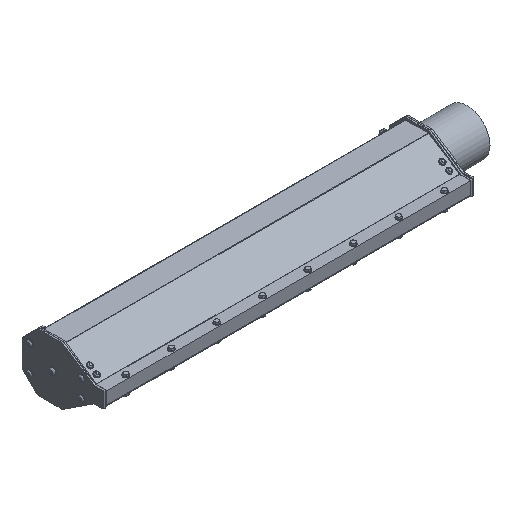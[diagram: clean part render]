
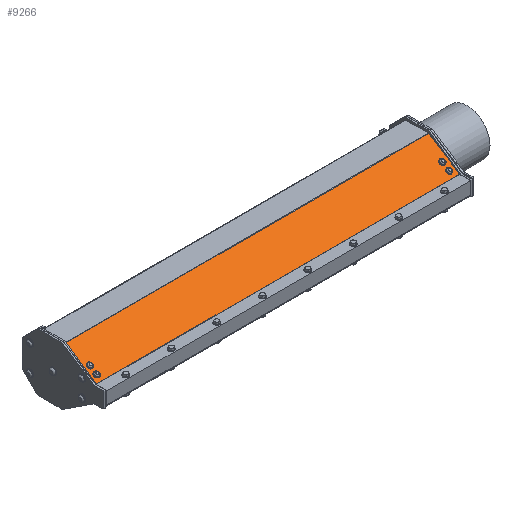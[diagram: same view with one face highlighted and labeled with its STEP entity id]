
A CAD part, isometric view. The second image highlights one B-rep face of the part: STEP entity #9266.
In plain terms, the highlighted planar face has unit normal (0, -0.537, 0.843).
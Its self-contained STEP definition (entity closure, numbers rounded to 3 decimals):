
#612=FACE_BOUND('',#2446,.T.);
#613=FACE_BOUND('',#2447,.T.);
#614=FACE_BOUND('',#2448,.T.);
#615=FACE_BOUND('',#2449,.T.);
#828=PLANE('',#10097);
#1704=FACE_OUTER_BOUND('',#2445,.T.);
#2445=EDGE_LOOP('',(#7243,#7244,#7245,#7246));
#2446=EDGE_LOOP('',(#7247));
#2447=EDGE_LOOP('',(#7248));
#2448=EDGE_LOOP('',(#7249));
#2449=EDGE_LOOP('',(#7250));
#3185=LINE('',#47094,#3593);
#3192=LINE('',#47127,#3600);
#3195=LINE('',#47132,#3603);
#3196=LINE('',#47133,#3604);
#3593=VECTOR('',#11770,0.394);
#3600=VECTOR('',#11801,0.394);
#3603=VECTOR('',#11808,0.394);
#3604=VECTOR('',#11809,0.394);
#3882=CIRCLE('',#9835,0.177);
#3887=CIRCLE('',#9845,0.177);
#3902=CIRCLE('',#9875,0.177);
#3907=CIRCLE('',#9885,0.177);
#4425=VERTEX_POINT('',#46456);
#4430=VERTEX_POINT('',#46471);
#4445=VERTEX_POINT('',#46516);
#4450=VERTEX_POINT('',#46531);
#4641=VERTEX_POINT('',#47090);
#4642=VERTEX_POINT('',#47092);
#4655=VERTEX_POINT('',#47123);
#4656=VERTEX_POINT('',#47125);
#5333=EDGE_CURVE('',#4425,#4425,#3882,.T.);
#5338=EDGE_CURVE('',#4430,#4430,#3887,.T.);
#5353=EDGE_CURVE('',#4445,#4445,#3902,.T.);
#5358=EDGE_CURVE('',#4450,#4450,#3907,.T.);
#5620=EDGE_CURVE('',#4642,#4641,#3185,.T.);
#5637=EDGE_CURVE('',#4656,#4655,#3192,.T.);
#5640=EDGE_CURVE('',#4641,#4656,#3195,.T.);
#5641=EDGE_CURVE('',#4655,#4642,#3196,.T.);
#7243=ORIENTED_EDGE('',*,*,#5637,.F.);
#7244=ORIENTED_EDGE('',*,*,#5640,.F.);
#7245=ORIENTED_EDGE('',*,*,#5620,.F.);
#7246=ORIENTED_EDGE('',*,*,#5641,.F.);
#7247=ORIENTED_EDGE('',*,*,#5333,.F.);
#7248=ORIENTED_EDGE('',*,*,#5338,.F.);
#7249=ORIENTED_EDGE('',*,*,#5353,.F.);
#7250=ORIENTED_EDGE('',*,*,#5358,.F.);
#9266=ADVANCED_FACE('',(#1704,#612,#613,#614,#615),#828,.T.);
#9835=AXIS2_PLACEMENT_3D('',#46457,#11101,#11102);
#9845=AXIS2_PLACEMENT_3D('',#46472,#11121,#11122);
#9875=AXIS2_PLACEMENT_3D('',#46517,#11181,#11182);
#9885=AXIS2_PLACEMENT_3D('',#46532,#11201,#11202);
#10097=AXIS2_PLACEMENT_3D('',#47131,#11806,#11807);
#11101=DIRECTION('center_axis',(0.,-0.537,
0.843));
#11102=DIRECTION('ref_axis',(-0.301,0.804,0.512));
#11121=DIRECTION('center_axis',(0.,-0.537,
0.843));
#11122=DIRECTION('ref_axis',(0.191,0.828,0.527));
#11181=DIRECTION('center_axis',(0.,-0.537,
0.843));
#11182=DIRECTION('ref_axis',(-0.9,0.367,0.234));
#11201=DIRECTION('center_axis',(0.,-0.537,
0.843));
#11202=DIRECTION('ref_axis',(0.985,0.145,0.092));
#11770=DIRECTION('',(1.,0.,0.));
#11801=DIRECTION('',(-1.,0.,0.));
#11806=DIRECTION('center_axis',(0.,-0.537,
0.843));
#11807=DIRECTION('ref_axis',(0.,-0.843,-0.537));
#11808=DIRECTION('',(0.,-0.843,-0.537));
#11809=DIRECTION('',(0.,0.843,0.537));
#46456=CARTESIAN_POINT('',(14.021,-1.994,0.41));
#46457=CARTESIAN_POINT('Origin',(13.968,-1.852,0.501));
#46471=CARTESIAN_POINT('',(-9.316,-1.998,0.407));
#46472=CARTESIAN_POINT('Origin',(-9.282,-1.852,0.501));
#46516=CARTESIAN_POINT('',(-9.123,-1.468,0.745));
#46517=CARTESIAN_POINT('Origin',(-9.282,-1.403,0.786));
#46531=CARTESIAN_POINT('',(13.793,-1.429,0.77));
#46532=CARTESIAN_POINT('Origin',(13.968,-1.403,0.786));
#47090=CARTESIAN_POINT('',(14.343,-0.128,1.599));
#47092=CARTESIAN_POINT('',(-9.657,-0.128,1.599));
#47094=CARTESIAN_POINT('',(-9.657,-0.128,1.599));
#47123=CARTESIAN_POINT('',(-9.657,-2.178,0.293));
#47125=CARTESIAN_POINT('',(14.343,-2.178,0.293));
#47127=CARTESIAN_POINT('',(-9.657,-2.178,0.293));
#47131=CARTESIAN_POINT('Origin',(-9.657,-0.113,1.608));
#47132=CARTESIAN_POINT('',(14.343,-2.185,0.288));
#47133=CARTESIAN_POINT('',(-9.657,-2.185,0.288));
